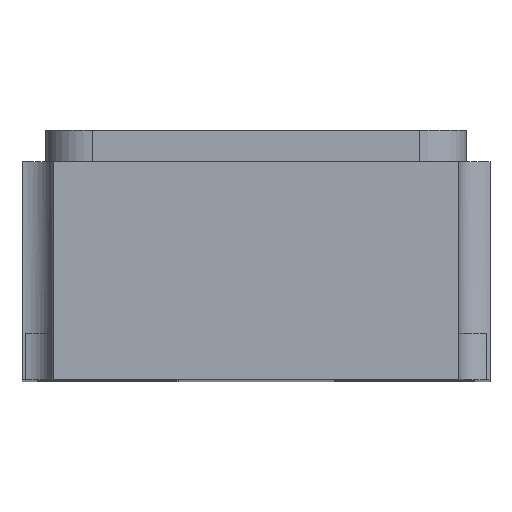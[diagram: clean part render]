
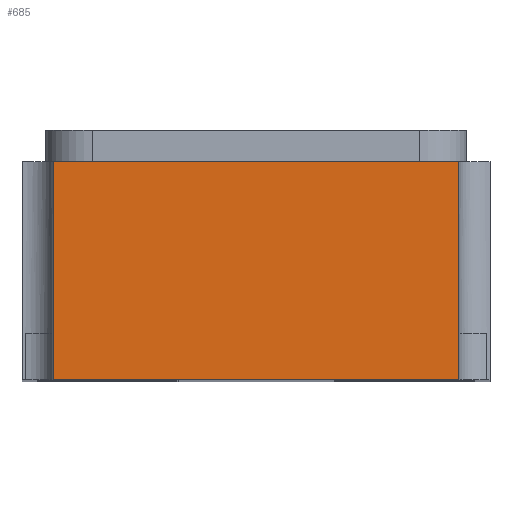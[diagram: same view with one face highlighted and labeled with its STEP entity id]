
A CAD part, top view. The second image highlights one B-rep face of the part: STEP entity #685.
In plain terms, the highlighted planar face has unit normal (0, 0, 1).
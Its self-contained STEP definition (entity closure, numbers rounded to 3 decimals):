
#685 = ADVANCED_FACE('',(#686),#720,.F.);
#686 = FACE_BOUND('',#687,.T.);
#687 = EDGE_LOOP('',(#688,#698,#706,#714));
#688 = ORIENTED_EDGE('',*,*,#689,.F.);
#689 = EDGE_CURVE('',#690,#692,#694,.T.);
#690 = VERTEX_POINT('',#691);
#691 = CARTESIAN_POINT('',(-0.65,0.7,1.6));
#692 = VERTEX_POINT('',#693);
#693 = CARTESIAN_POINT('',(0.65,0.7,1.6));
#694 = LINE('',#695,#696);
#695 = CARTESIAN_POINT('',(-0.75,0.7,1.6));
#696 = VECTOR('',#697,1.);
#697 = DIRECTION('',(1.,0.,0.));
#698 = ORIENTED_EDGE('',*,*,#699,.T.);
#699 = EDGE_CURVE('',#690,#700,#702,.T.);
#700 = VERTEX_POINT('',#701);
#701 = CARTESIAN_POINT('',(-0.65,0.,1.6));
#702 = LINE('',#703,#704);
#703 = CARTESIAN_POINT('',(-0.65,0.8,1.6));
#704 = VECTOR('',#705,1.);
#705 = DIRECTION('',(-0.,-1.,-0.));
#706 = ORIENTED_EDGE('',*,*,#707,.T.);
#707 = EDGE_CURVE('',#700,#708,#710,.T.);
#708 = VERTEX_POINT('',#709);
#709 = CARTESIAN_POINT('',(0.65,0.,1.6));
#710 = LINE('',#711,#712);
#711 = CARTESIAN_POINT('',(-0.75,0.,1.6));
#712 = VECTOR('',#713,1.);
#713 = DIRECTION('',(1.,0.,0.));
#714 = ORIENTED_EDGE('',*,*,#715,.T.);
#715 = EDGE_CURVE('',#708,#692,#716,.T.);
#716 = LINE('',#717,#718);
#717 = CARTESIAN_POINT('',(0.65,0.8,1.6));
#718 = VECTOR('',#719,1.);
#719 = DIRECTION('',(0.,1.,0.));
#720 = PLANE('',#721);
#721 = AXIS2_PLACEMENT_3D('',#722,#723,#724);
#722 = CARTESIAN_POINT('',(-0.75,0.8,1.6));
#723 = DIRECTION('',(0.,0.,-1.));
#724 = DIRECTION('',(-1.,0.,-0.));
